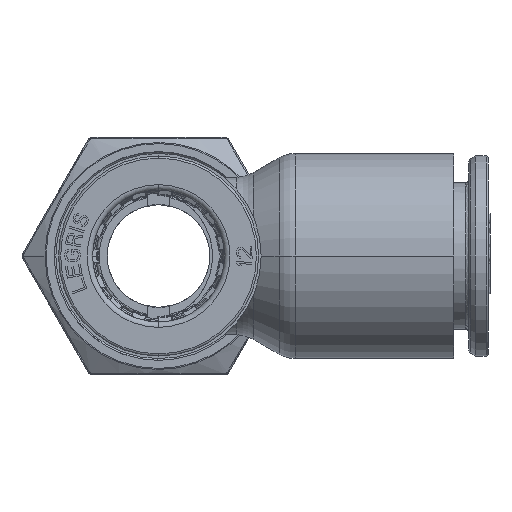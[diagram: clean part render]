
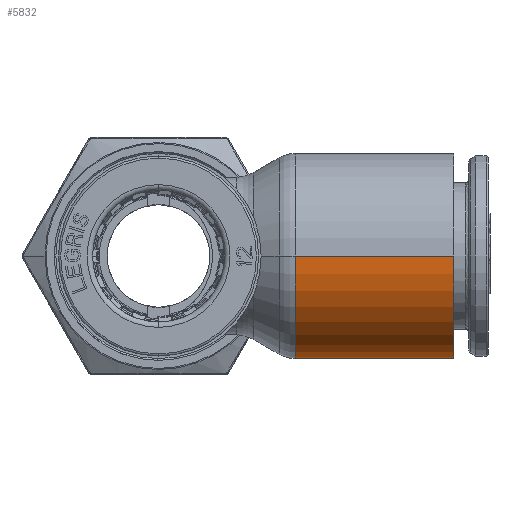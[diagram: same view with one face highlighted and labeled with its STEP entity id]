
A CAD part, left-side view. The second image highlights one B-rep face of the part: STEP entity #5832.
In plain terms, the highlighted cylindrical face has radius 9.49 mm (diameter 18.98 mm), a partial arc.
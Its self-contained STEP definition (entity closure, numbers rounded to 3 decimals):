
#5832=ADVANCED_FACE('',(#11857),#11858,.T.);
#11857=FACE_OUTER_BOUND('',#27985,.T.);
#11858=CYLINDRICAL_SURFACE('',#27986,9.49);
#27985=EDGE_LOOP('',(#45829,#45830,#45831,#45832));
#27986=AXIS2_PLACEMENT_3D('',#45833,#45834,#45835);
#45829=ORIENTED_EDGE('',*,*,#50791,.F.);
#45830=ORIENTED_EDGE('',*,*,#49811,.F.);
#45831=ORIENTED_EDGE('',*,*,#50793,.F.);
#45832=ORIENTED_EDGE('',*,*,#53837,.T.);
#45833=CARTESIAN_POINT('',(0.0,1.365,0.0));
#45834=DIRECTION('',(0.0,1.0,-0.0));
#45835=DIRECTION('',(-1.0,0.0,0.0));
#49811=EDGE_CURVE('',#58579,#58575,#58581,.T.);
#50791=EDGE_CURVE('',#58575,#60115,#60116,.T.);
#50793=EDGE_CURVE('',#60117,#58579,#60119,.T.);
#53837=EDGE_CURVE('',#60117,#60115,#64185,.T.);
#58575=VERTEX_POINT('',#72803);
#58579=VERTEX_POINT('',#72807);
#58581=CIRCLE('',#72809,9.49);
#60115=VERTEX_POINT('',#76343);
#60116=LINE('',#76344,#76345);
#60117=VERTEX_POINT('',#76346);
#60119=LINE('',#76348,#76349);
#64185=CIRCLE('',#85662,9.49);
#72803=CARTESIAN_POINT('',(-9.49,-12.654,0.0));
#72807=CARTESIAN_POINT('',(9.49,-12.654,0.));
#72809=AXIS2_PLACEMENT_3D('',#90511,#90512,#90513);
#76343=CARTESIAN_POINT('',(-9.49,-27.3,0.0));
#76344=CARTESIAN_POINT('',(-9.49,-19.977,0.));
#76345=VECTOR('',#91641,1.0);
#76346=CARTESIAN_POINT('',(9.49,-27.3,0.));
#76348=CARTESIAN_POINT('',(9.49,-19.977,0.));
#76349=VECTOR('',#91645,1.0);
#85662=AXIS2_PLACEMENT_3D('',#95470,#95471,#95472);
#90511=CARTESIAN_POINT('',(0.0,-12.654,0.0));
#90512=DIRECTION('',(-0.0,1.0,0.0));
#90513=DIRECTION('',(1.0,0.0,0.0));
#91641=DIRECTION('',(-0.0,-1.0,-0.0));
#91645=DIRECTION('',(0.0,1.0,-0.0));
#95470=CARTESIAN_POINT('',(0.0,-27.3,0.0));
#95471=DIRECTION('',(-0.0,1.0,0.0));
#95472=DIRECTION('',(1.0,0.0,0.0));
